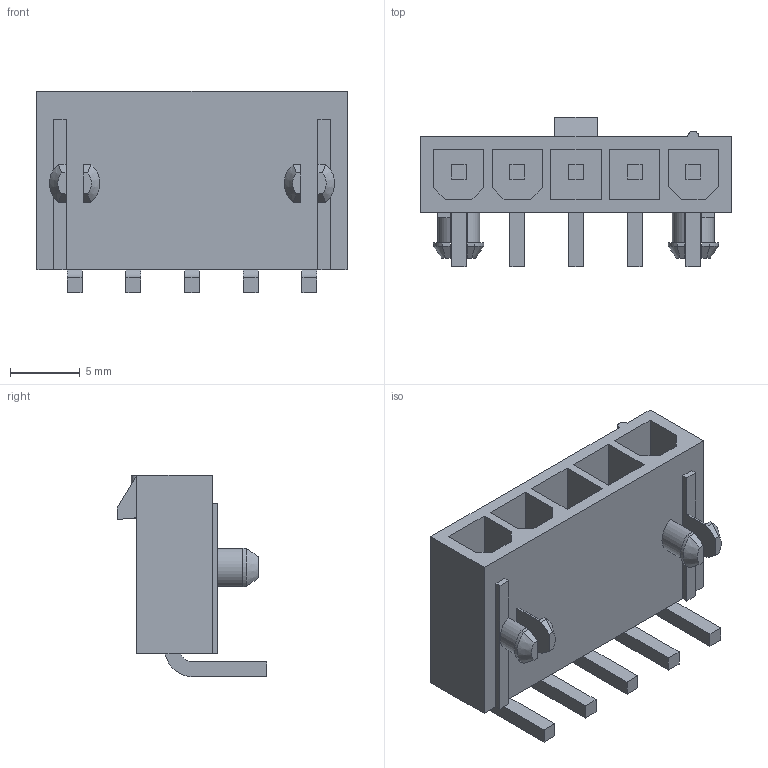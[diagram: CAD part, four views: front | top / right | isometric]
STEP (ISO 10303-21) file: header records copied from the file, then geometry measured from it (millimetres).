
FILE_DESCRIPTION(('FreeCAD Model'),'2;1');
FILE_NAME('Open CASCADE Shape Model','2024-02-05T15:41:14',(''),(''), 'Open CASCADE STEP processor 7.6','Ondsel','Unknown');
FILE_SCHEMA(('AUTOMOTIVE_DESIGN { 1 0 10303 214 1 1 1 1 }'));
Length unit declared in the file: millimetre
Products named in the file (2): 039303055; SOLID
Assembly tree (1 placements, depth 2):
  039303055
    SOLID
Bounding box: 22.2 x 10.7 x 14.44 mm (x, y, z)
Volume: 1077 mm3; surface area: 1950.1 mm2
Topology: 1 solids, 1 shells, 152 faces, 379 edges, 246 vertices
Faces by surface type: plane 129, cylinder 19, cone 4
Entity records: 4776 total; most frequent: CARTESIAN_POINT 803, ORIENTED_EDGE 758, DIRECTION 723, EDGE_CURVE 379, LINE 327, VECTOR 327, VERTEX_POINT 246, AXIS2_PLACEMENT_3D 198
